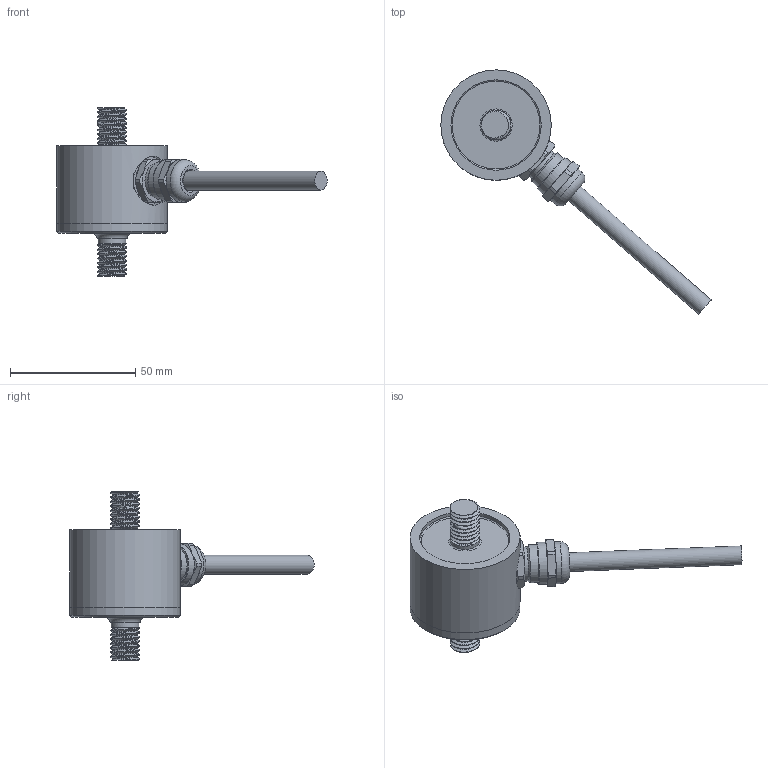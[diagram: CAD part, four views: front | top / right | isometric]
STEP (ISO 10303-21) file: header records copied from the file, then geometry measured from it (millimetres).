
FILE_DESCRIPTION(/* description */ (''),/* implementation_level */ '2;1');
FILE_NAME(/* name */ 'DDEN 250N to 20kN Space Model v1.step',/* time_stamp */ '2018-11-23T12:59:56+00:00',/* author */ ('ollieVUKN3'),/* organization */ (''),/* preprocessor_version */ 'ST-DEVELOPER v17.2',/* originating_system */ 'Autodesk Translation Framework v7.6.0.251',/* authorisation */ '');
FILE_SCHEMA (('AUTOMOTIVE_DESIGN { 1 0 10303 214 3 1 1 }'));
Length unit declared in the file: millimetre
Products named in the file (2): DDEN 250N to 20kN Space Model; DDEN 250N to 20kN space model_1
Assembly tree (1 placements, depth 2):
  DDEN 250N to 20kN Space Model
    DDEN 250N to 20kN space model_1
Bounding box: 107.71 x 97.34 x 67 mm (x, y, z)
Volume: 59658.1 mm3; surface area: 17943.3 mm2
Topology: 3 solids, 5 shells, 155 faces, 387 edges, 254 vertices
Faces by surface type: cylinder 73, plane 37, cone 30, torus 11, bspline 4
Full cylindrical faces by diameter (mm): 7.5 x1, 8 x1, 8.2 x2, 9.836 x19, 11 x1, 11.834 x17, 13.6 x1, 13.7 x1, 13.86 x1, 14 x2, 15.2 x1, 16.5 x1, 16.8 x2, 19.5 x1, 36 x1, 44 x2
Entity records: 8924 total; most frequent: CARTESIAN_POINT 5323, ORIENTED_EDGE 774, DIRECTION 728, EDGE_CURVE 387, AXIS2_PLACEMENT_3D 320, VERTEX_POINT 254, EDGE_LOOP 171, CIRCLE 166
